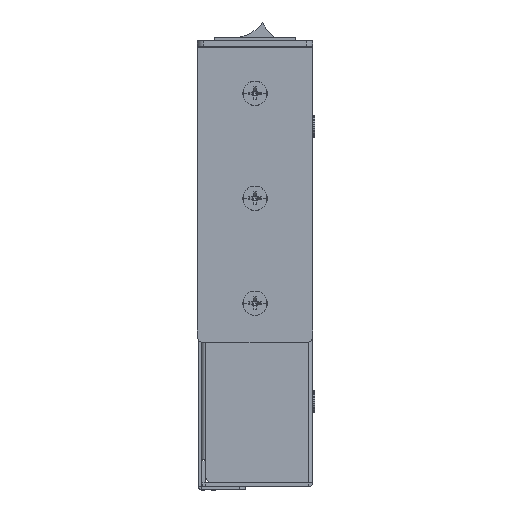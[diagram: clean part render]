
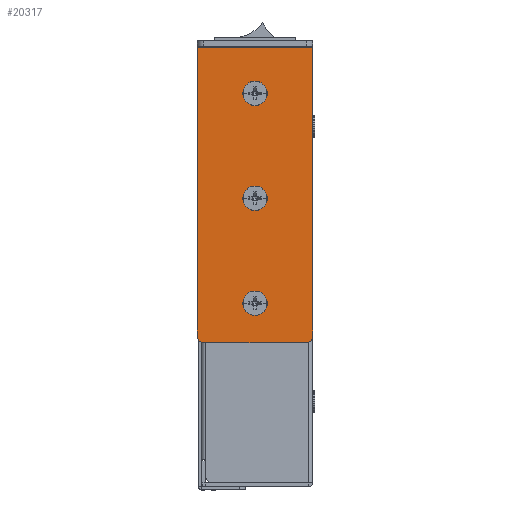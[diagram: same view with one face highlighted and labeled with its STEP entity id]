
A CAD part, left-side view. The second image highlights one B-rep face of the part: STEP entity #20317.
In plain terms, the highlighted face is planar.
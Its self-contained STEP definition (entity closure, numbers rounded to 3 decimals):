
#67 = DIRECTION ( 'NONE',  ( 0., -1., 0. ) ) ;
#473 = VERTEX_POINT ( 'NONE', #18594 ) ;
#499 = DIRECTION ( 'NONE',  ( 0., 0., 1. ) ) ;
#1160 = VERTEX_POINT ( 'NONE', #3364 ) ;
#1363 = DIRECTION ( 'NONE',  ( 1., 0., 0. ) ) ;
#3364 = CARTESIAN_POINT ( 'NONE',  ( 102.532, 118.442, 389.5 ) ) ;
#3468 = VERTEX_POINT ( 'NONE', #32365 ) ;
#3832 = DIRECTION ( 'NONE',  ( 1., 0., 0. ) ) ;
#3849 = CIRCLE ( 'NONE', #51835, 4.6 ) ;
#5459 = EDGE_CURVE ( 'NONE', #30562, #17465, #16952, .T. ) ;
#5588 = FACE_BOUND ( 'NONE', #11436, .T. ) ;
#5914 = DIRECTION ( 'NONE',  ( 0., -1., 0. ) ) ;
#6208 = EDGE_LOOP ( 'NONE', ( #31279, #11835, #30349, #8935, #46498, #46647 ) ) ;
#6378 = ORIENTED_EDGE ( 'NONE', *, *, #27442, .T. ) ;
#6972 = AXIS2_PLACEMENT_3D ( 'NONE', #14566, #36018, #43275 ) ;
#7464 = AXIS2_PLACEMENT_3D ( 'NONE', #22449, #42574, #14659 ) ;
#7772 = CARTESIAN_POINT ( 'NONE',  ( 102.532, 91.842, 447. ) ) ;
#8781 = CIRCLE ( 'NONE', #12232, 4.6 ) ;
#8935 = ORIENTED_EDGE ( 'NONE', *, *, #48706, .T. ) ;
#9411 = CARTESIAN_POINT ( 'NONE',  ( 102.532, 101.042, 487. ) ) ;
#9444 = CARTESIAN_POINT ( 'NONE',  ( 102.532, 101.042, 447. ) ) ;
#9631 = FACE_BOUND ( 'NONE', #36147, .T. ) ;
#9917 = EDGE_CURVE ( 'NONE', #473, #13736, #14848, .T. ) ;
#10021 = CARTESIAN_POINT ( 'NONE',  ( 102.532, 96.442, 407. ) ) ;
#10285 = ORIENTED_EDGE ( 'NONE', *, *, #51546, .T. ) ;
#11436 = EDGE_LOOP ( 'NONE', ( #14194, #10285 ) ) ;
#11835 = ORIENTED_EDGE ( 'NONE', *, *, #13234, .T. ) ;
#12232 = AXIS2_PLACEMENT_3D ( 'NONE', #18515, #14475, #14738 ) ;
#12452 = CARTESIAN_POINT ( 'NONE',  ( 102.532, 91.842, 407. ) ) ;
#13044 = CIRCLE ( 'NONE', #43006, 2.5 ) ;
#13234 = EDGE_CURVE ( 'NONE', #3468, #13736, #13044, .T. ) ;
#13736 = VERTEX_POINT ( 'NONE', #43350 ) ;
#14194 = ORIENTED_EDGE ( 'NONE', *, *, #5459, .T. ) ;
#14475 = DIRECTION ( 'NONE',  ( -1., 0., 0. ) ) ;
#14566 = CARTESIAN_POINT ( 'NONE',  ( 102.532, 96.442, 487. ) ) ;
#14659 = DIRECTION ( 'NONE',  ( 0., -1., 0. ) ) ;
#14738 = DIRECTION ( 'NONE',  ( 0., -1., 0. ) ) ;
#14739 = DIRECTION ( 'NONE',  ( 0., 0., 1. ) ) ;
#14848 = LINE ( 'NONE', #18087, #15879 ) ;
#15879 = VECTOR ( 'NONE', #46800, 1000. ) ;
#16420 = DIRECTION ( 'NONE',  ( 0., -1., 0. ) ) ;
#16903 = FACE_OUTER_BOUND ( 'NONE', #6208, .T. ) ;
#16952 = CIRCLE ( 'NONE', #7464, 4.6 ) ;
#17326 = AXIS2_PLACEMENT_3D ( 'NONE', #26016, #34052, #499 ) ;
#17465 = VERTEX_POINT ( 'NONE', #28464 ) ;
#17663 = VERTEX_POINT ( 'NONE', #47458 ) ;
#18087 = CARTESIAN_POINT ( 'NONE',  ( 102.532, 74.442, 502. ) ) ;
#18515 = CARTESIAN_POINT ( 'NONE',  ( 102.532, 96.442, 447. ) ) ;
#18594 = CARTESIAN_POINT ( 'NONE',  ( 102.532, 76.942, 502. ) ) ;
#18724 = EDGE_CURVE ( 'NONE', #52703, #37686, #31769, .T. ) ;
#19030 = LINE ( 'NONE', #42653, #31030 ) ;
#19073 = AXIS2_PLACEMENT_3D ( 'NONE', #23591, #28147, #48776 ) ;
#19904 = CARTESIAN_POINT ( 'NONE',  ( 102.532, 96.442, 447. ) ) ;
#20317 = ADVANCED_FACE ( 'NONE', ( #9631, #49606, #5588, #16903 ), #21425, .F. ) ;
#21425 = PLANE ( 'NONE',  #17326 ) ;
#21641 = CIRCLE ( 'NONE', #19073, 4.6 ) ;
#22341 = DIRECTION ( 'NONE',  ( 0., -1., 0. ) ) ;
#22449 = CARTESIAN_POINT ( 'NONE',  ( 102.532, 96.442, 487. ) ) ;
#22610 = VERTEX_POINT ( 'NONE', #43708 ) ;
#23591 = CARTESIAN_POINT ( 'NONE',  ( 102.532, 96.442, 407. ) ) ;
#24795 = CARTESIAN_POINT ( 'NONE',  ( 102.532, 76.942, 499.5 ) ) ;
#24853 = VECTOR ( 'NONE', #14739, 1000. ) ;
#26016 = CARTESIAN_POINT ( 'NONE',  ( 102.532, 74.442, 387. ) ) ;
#26401 = DIRECTION ( 'NONE',  ( -1., 0., 0. ) ) ;
#26580 = CIRCLE ( 'NONE', #52239, 2.5 ) ;
#27069 = VECTOR ( 'NONE', #39842, 1000. ) ;
#27249 = EDGE_CURVE ( 'NONE', #1160, #3468, #19030, .T. ) ;
#27357 = EDGE_CURVE ( 'NONE', #37686, #52703, #8781, .T. ) ;
#27442 = EDGE_CURVE ( 'NONE', #38837, #17663, #21641, .T. ) ;
#27572 = CIRCLE ( 'NONE', #6972, 4.6 ) ;
#28147 = DIRECTION ( 'NONE',  ( -1., 0., 0. ) ) ;
#28464 = CARTESIAN_POINT ( 'NONE',  ( 102.532, 91.842, 487. ) ) ;
#28558 = ORIENTED_EDGE ( 'NONE', *, *, #30050, .T. ) ;
#30050 = EDGE_CURVE ( 'NONE', #17663, #38837, #3849, .T. ) ;
#30349 = ORIENTED_EDGE ( 'NONE', *, *, #9917, .F. ) ;
#30562 = VERTEX_POINT ( 'NONE', #9411 ) ;
#31030 = VECTOR ( 'NONE', #43438, 1000. ) ;
#31279 = ORIENTED_EDGE ( 'NONE', *, *, #27249, .T. ) ;
#31769 = CIRCLE ( 'NONE', #39463, 4.6 ) ;
#32324 = EDGE_CURVE ( 'NONE', #33224, #22610, #35409, .T. ) ;
#32365 = CARTESIAN_POINT ( 'NONE',  ( 102.532, 118.442, 499.5 ) ) ;
#33224 = VERTEX_POINT ( 'NONE', #43775 ) ;
#34052 = DIRECTION ( 'NONE',  ( -1., 0., 0. ) ) ;
#34781 = LINE ( 'NONE', #46850, #27069 ) ;
#35409 = LINE ( 'NONE', #51751, #24853 ) ;
#35794 = ORIENTED_EDGE ( 'NONE', *, *, #27357, .T. ) ;
#36018 = DIRECTION ( 'NONE',  ( -1., 0., 0. ) ) ;
#36147 = EDGE_LOOP ( 'NONE', ( #28558, #6378 ) ) ;
#36278 = DIRECTION ( 'NONE',  ( -1., 0., 0. ) ) ;
#37686 = VERTEX_POINT ( 'NONE', #9444 ) ;
#38837 = VERTEX_POINT ( 'NONE', #12452 ) ;
#39463 = AXIS2_PLACEMENT_3D ( 'NONE', #19904, #36278, #16420 ) ;
#39842 = DIRECTION ( 'NONE',  ( 0., 1., 0. ) ) ;
#42574 = DIRECTION ( 'NONE',  ( -1., 0., 0. ) ) ;
#42653 = CARTESIAN_POINT ( 'NONE',  ( 102.532, 118.442, 387. ) ) ;
#42687 = CARTESIAN_POINT ( 'NONE',  ( 102.532, 115.942, 499.5 ) ) ;
#43006 = AXIS2_PLACEMENT_3D ( 'NONE', #42687, #1363, #5914 ) ;
#43275 = DIRECTION ( 'NONE',  ( 0., -1., 0. ) ) ;
#43285 = EDGE_CURVE ( 'NONE', #33224, #1160, #34781, .T. ) ;
#43350 = CARTESIAN_POINT ( 'NONE',  ( 102.532, 115.942, 502. ) ) ;
#43438 = DIRECTION ( 'NONE',  ( 0., 0., 1. ) ) ;
#43708 = CARTESIAN_POINT ( 'NONE',  ( 102.532, 74.442, 499.5 ) ) ;
#43775 = CARTESIAN_POINT ( 'NONE',  ( 102.532, 74.442, 389.5 ) ) ;
#46498 = ORIENTED_EDGE ( 'NONE', *, *, #32324, .F. ) ;
#46647 = ORIENTED_EDGE ( 'NONE', *, *, #43285, .T. ) ;
#46800 = DIRECTION ( 'NONE',  ( 0., 1., 0. ) ) ;
#46850 = CARTESIAN_POINT ( 'NONE',  ( 102.532, 74.442, 389.5 ) ) ;
#47458 = CARTESIAN_POINT ( 'NONE',  ( 102.532, 101.042, 407. ) ) ;
#47695 = EDGE_LOOP ( 'NONE', ( #35794, #47811 ) ) ;
#47811 = ORIENTED_EDGE ( 'NONE', *, *, #18724, .T. ) ;
#48706 = EDGE_CURVE ( 'NONE', #473, #22610, #26580, .T. ) ;
#48776 = DIRECTION ( 'NONE',  ( 0., -1., 0. ) ) ;
#49606 = FACE_BOUND ( 'NONE', #47695, .T. ) ;
#51546 = EDGE_CURVE ( 'NONE', #17465, #30562, #27572, .T. ) ;
#51751 = CARTESIAN_POINT ( 'NONE',  ( 102.532, 74.442, 387. ) ) ;
#51835 = AXIS2_PLACEMENT_3D ( 'NONE', #10021, #26401, #22341 ) ;
#52239 = AXIS2_PLACEMENT_3D ( 'NONE', #24795, #3832, #67 ) ;
#52703 = VERTEX_POINT ( 'NONE', #7772 ) ;
